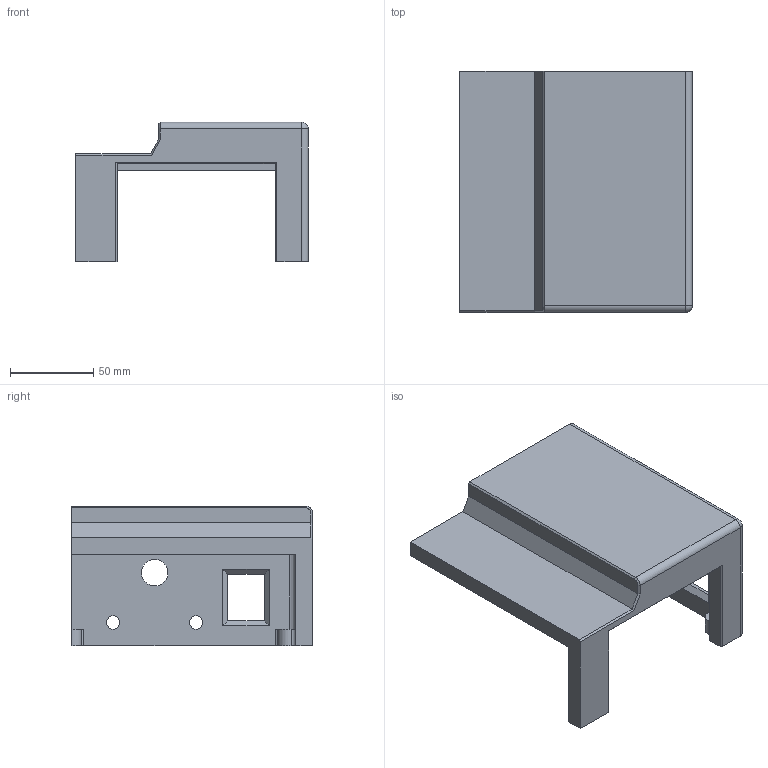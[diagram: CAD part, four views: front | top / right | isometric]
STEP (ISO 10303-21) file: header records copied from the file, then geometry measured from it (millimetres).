
FILE_DESCRIPTION(/* description */ (''),/* implementation_level */ '2;1');
FILE_NAME(/* name */ 'top 21.step',/* time_stamp */ '2020-12-18T16:20:49+06:00',/* author */ (''),/* organization */ (''),/* preprocessor_version */ 'ST-DEVELOPER v18.1',/* originating_system */ 'Autodesk Translation Framework v9.7.1.1290',/* authorisation */ '');
FILE_SCHEMA (('AUTOMOTIVE_DESIGN { 1 0 10303 214 3 1 1 }'));
Length unit declared in the file: millimetre
Products named in the file (1): top 21
Bounding box: 140 x 145 x 84 mm (x, y, z)
Volume: 374167.8 mm3; surface area: 78930.6 mm2
Topology: 1 solids, 1 shells, 65 faces, 168 edges, 106 vertices
Faces by surface type: plane 40, cylinder 21, sphere 2, cone 1, torus 1
Full cylindrical faces by diameter (mm): 3 x2, 8 x2, 16 x1, 20 x1
Entity records: 2028 total; most frequent: DIRECTION 346, CARTESIAN_POINT 340, ORIENTED_EDGE 336, EDGE_CURVE 168, LINE 122, VECTOR 122, AXIS2_PLACEMENT_3D 112, VERTEX_POINT 106
